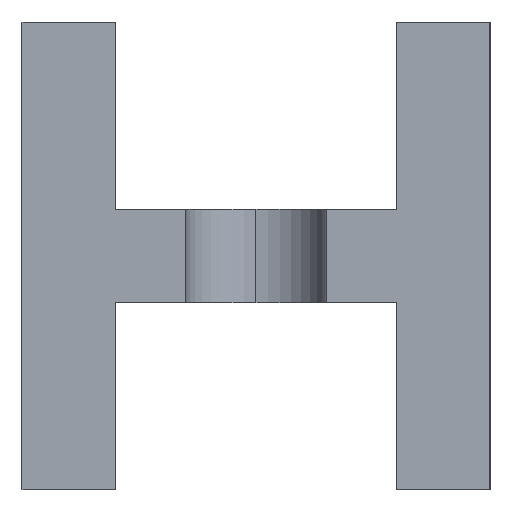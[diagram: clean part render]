
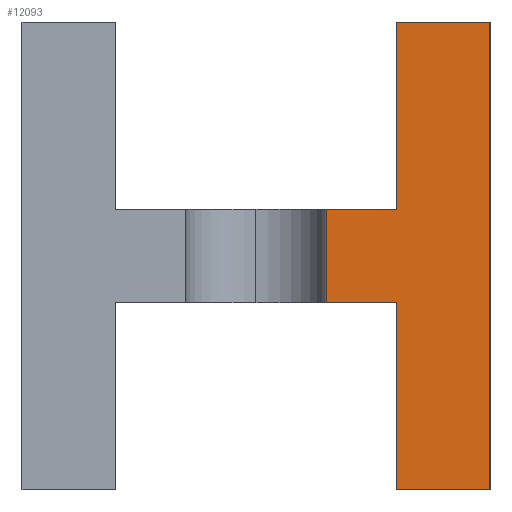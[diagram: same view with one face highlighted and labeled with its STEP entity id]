
A CAD part, left-side view. The second image highlights one B-rep face of the part: STEP entity #12093.
In plain terms, the highlighted planar face has unit normal (-1, 0, 0).
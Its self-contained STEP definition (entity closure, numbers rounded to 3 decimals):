
#59 = VERTEX_POINT ( 'NONE', #13362 ) ;
#612 = CARTESIAN_POINT ( 'NONE',  ( 0., 2., 10. ) ) ;
#628 = LINE ( 'NONE', #18329, #15627 ) ;
#2597 = VECTOR ( 'NONE', #24634, 1000. ) ;
#2751 = EDGE_CURVE ( 'NONE', #12794, #12881, #23392, .T. ) ;
#3385 = FACE_OUTER_BOUND ( 'NONE', #6702, .T. ) ;
#3548 = VERTEX_POINT ( 'NONE', #18011 ) ;
#3669 = ORIENTED_EDGE ( 'NONE', *, *, #20928, .F. ) ;
#4872 = CARTESIAN_POINT ( 'NONE',  ( 0., 0., 0. ) ) ;
#4907 = VERTEX_POINT ( 'NONE', #15613 ) ;
#5231 = ORIENTED_EDGE ( 'NONE', *, *, #8389, .F. ) ;
#5584 = DIRECTION ( 'NONE',  ( 0., 1., 0. ) ) ;
#6076 = EDGE_CURVE ( 'NONE', #12881, #4907, #15168, .T. ) ;
#6141 = ORIENTED_EDGE ( 'NONE', *, *, #13348, .F. ) ;
#6609 = DIRECTION ( 'NONE',  ( 0., 0., 1. ) ) ;
#6702 = EDGE_LOOP ( 'NONE', ( #21067, #6141, #18641, #22307, #5231, #8791, #3669, #22089 ) ) ;
#6765 = CARTESIAN_POINT ( 'NONE',  ( 0., 8., 4. ) ) ;
#7376 = EDGE_CURVE ( 'NONE', #18239, #18778, #11139, .T. ) ;
#8389 = EDGE_CURVE ( 'NONE', #59, #18239, #10770, .T. ) ;
#8791 = ORIENTED_EDGE ( 'NONE', *, *, #11983, .F. ) ;
#8889 = PLANE ( 'NONE',  #12591 ) ;
#10534 = VECTOR ( 'NONE', #5584, 1000. ) ;
#10770 = LINE ( 'NONE', #4872, #16001 ) ;
#10836 = DIRECTION ( 'NONE',  ( -1., 0., 0. ) ) ;
#11139 = LINE ( 'NONE', #11460, #10534 ) ;
#11263 = VERTEX_POINT ( 'NONE', #18697 ) ;
#11460 = CARTESIAN_POINT ( 'NONE',  ( 0., 2., 0. ) ) ;
#11929 = CARTESIAN_POINT ( 'NONE',  ( 0., 0., 0. ) ) ;
#11983 = EDGE_CURVE ( 'NONE', #3548, #59, #628, .T. ) ;
#12093 = ADVANCED_FACE ( 'NONE', ( #3385 ), #8889, .T. ) ;
#12286 = DIRECTION ( 'NONE',  ( 0., 0., 1. ) ) ;
#12447 = LINE ( 'NONE', #24212, #17702 ) ;
#12591 = AXIS2_PLACEMENT_3D ( 'NONE', #22560, #10836, #24525 ) ;
#12794 = VERTEX_POINT ( 'NONE', #22697 ) ;
#12881 = VERTEX_POINT ( 'NONE', #22938 ) ;
#13096 = VECTOR ( 'NONE', #14652, 1000. ) ;
#13262 = CARTESIAN_POINT ( 'NONE',  ( 0., 2., 6. ) ) ;
#13348 = EDGE_CURVE ( 'NONE', #11263, #12794, #23477, .T. ) ;
#13362 = CARTESIAN_POINT ( 'NONE',  ( 0., 0., 10. ) ) ;
#14652 = DIRECTION ( 'NONE',  ( 0., 1., 0. ) ) ;
#15168 = LINE ( 'NONE', #13262, #24941 ) ;
#15613 = CARTESIAN_POINT ( 'NONE',  ( 0., 2., 6. ) ) ;
#15627 = VECTOR ( 'NONE', #16436, 1000. ) ;
#16001 = VECTOR ( 'NONE', #18618, 1000. ) ;
#16436 = DIRECTION ( 'NONE',  ( 0., -1., 0. ) ) ;
#17702 = VECTOR ( 'NONE', #6609, 1000. ) ;
#18011 = CARTESIAN_POINT ( 'NONE',  ( 0., 2., 10. ) ) ;
#18239 = VERTEX_POINT ( 'NONE', #11929 ) ;
#18329 = CARTESIAN_POINT ( 'NONE',  ( 0., 0., 10. ) ) ;
#18618 = DIRECTION ( 'NONE',  ( 0., 0., -1. ) ) ;
#18641 = ORIENTED_EDGE ( 'NONE', *, *, #23526, .F. ) ;
#18697 = CARTESIAN_POINT ( 'NONE',  ( 0., 2., 4. ) ) ;
#18778 = VERTEX_POINT ( 'NONE', #21784 ) ;
#20928 = EDGE_CURVE ( 'NONE', #4907, #3548, #24019, .T. ) ;
#21067 = ORIENTED_EDGE ( 'NONE', *, *, #2751, .F. ) ;
#21784 = CARTESIAN_POINT ( 'NONE',  ( 0., 2., 0. ) ) ;
#22089 = ORIENTED_EDGE ( 'NONE', *, *, #6076, .F. ) ;
#22307 = ORIENTED_EDGE ( 'NONE', *, *, #7376, .F. ) ;
#22560 = CARTESIAN_POINT ( 'NONE',  ( 0., 0., 0. ) ) ;
#22697 = CARTESIAN_POINT ( 'NONE',  ( 0., 3.5, 4. ) ) ;
#22938 = CARTESIAN_POINT ( 'NONE',  ( 0., 3.5, 6. ) ) ;
#23001 = DIRECTION ( 'NONE',  ( 0., -1., 0. ) ) ;
#23392 = LINE ( 'NONE', #24960, #2597 ) ;
#23414 = VECTOR ( 'NONE', #12286, 1000. ) ;
#23477 = LINE ( 'NONE', #6765, #13096 ) ;
#23526 = EDGE_CURVE ( 'NONE', #18778, #11263, #12447, .T. ) ;
#24019 = LINE ( 'NONE', #612, #23414 ) ;
#24212 = CARTESIAN_POINT ( 'NONE',  ( 0., 2., 4. ) ) ;
#24525 = DIRECTION ( 'NONE',  ( 0., 0., 1. ) ) ;
#24634 = DIRECTION ( 'NONE',  ( 0., 0., 1. ) ) ;
#24941 = VECTOR ( 'NONE', #23001, 1000. ) ;
#24960 = CARTESIAN_POINT ( 'NONE',  ( 0., 3.5, 4. ) ) ;
